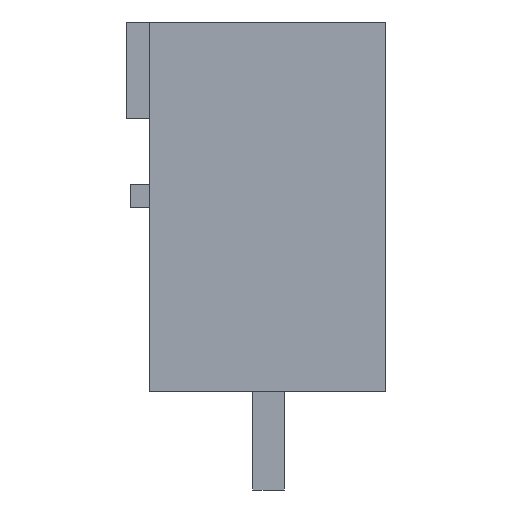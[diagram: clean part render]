
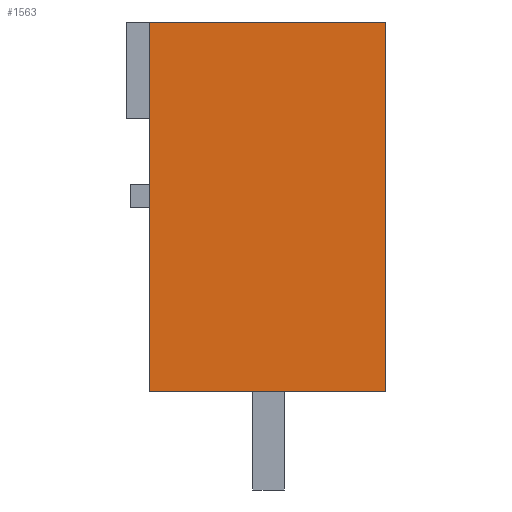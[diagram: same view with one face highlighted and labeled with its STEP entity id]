
A CAD part, left-side view. The second image highlights one B-rep face of the part: STEP entity #1563.
In plain terms, the highlighted planar face has unit normal (-1, 0, 0).
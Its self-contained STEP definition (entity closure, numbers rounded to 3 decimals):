
#1550=AXIS2_PLACEMENT_3D('Plane Axis2P3D',#1547,#1548,#1549) ;
#89=CARTESIAN_POINT('Vertex',(0.,0.,15.2)) ;
#124=CARTESIAN_POINT('Vertex',(0.,7.68,15.2)) ;
#127=CARTESIAN_POINT('Line Origine',(0.,3.84,15.2)) ;
#895=CARTESIAN_POINT('Line Origine',(0.,0.,9.2)) ;
#899=CARTESIAN_POINT('Vertex',(0.,0.,3.2)) ;
#1083=CARTESIAN_POINT('Vertex',(0.,7.68,3.2)) ;
#1086=CARTESIAN_POINT('Line Origine',(0.,7.68,9.2)) ;
#1547=CARTESIAN_POINT('Axis2P3D Location',(0.,9.074,15.2)) ;
#1552=CARTESIAN_POINT('Line Origine',(0.,3.84,3.2)) ;
#128=DIRECTION('Vector Direction',(0.,-1.,0.)) ;
#896=DIRECTION('Vector Direction',(0.,0.,-1.)) ;
#1087=DIRECTION('Vector Direction',(0.,0.,-1.)) ;
#1548=DIRECTION('Axis2P3D Direction',(1.,0.,0.)) ;
#1549=DIRECTION('Axis2P3D XDirection',(0.,-1.,0.)) ;
#1553=DIRECTION('Vector Direction',(0.,1.,0.)) ;
#129=VECTOR('Line Direction',#128,1.) ;
#897=VECTOR('Line Direction',#896,1.) ;
#1088=VECTOR('Line Direction',#1087,1.) ;
#1554=VECTOR('Line Direction',#1553,1.) ;
#1558=ORIENTED_EDGE('',*,*,#1090,.T.) ;
#1559=ORIENTED_EDGE('',*,*,#1556,.F.) ;
#1560=ORIENTED_EDGE('',*,*,#901,.F.) ;
#1561=ORIENTED_EDGE('',*,*,#131,.T.) ;
#1563=ADVANCED_FACE('Body',(#1562),#1551,.F.) ;
#131=EDGE_CURVE('',#90,#125,#130,.F.) ;
#901=EDGE_CURVE('',#90,#900,#898,.T.) ;
#1090=EDGE_CURVE('',#125,#1084,#1089,.T.) ;
#1556=EDGE_CURVE('',#900,#1084,#1555,.T.) ;
#1557=EDGE_LOOP('',(#1558,#1559,#1560,#1561)) ;
#1562=FACE_OUTER_BOUND('',#1557,.T.) ;
#130=LINE('Line',#127,#129) ;
#898=LINE('Line',#895,#897) ;
#1089=LINE('Line',#1086,#1088) ;
#1555=LINE('Line',#1552,#1554) ;
#1551=PLANE('',#1550) ;
#90=VERTEX_POINT('',#89) ;
#125=VERTEX_POINT('',#124) ;
#900=VERTEX_POINT('',#899) ;
#1084=VERTEX_POINT('',#1083) ;
